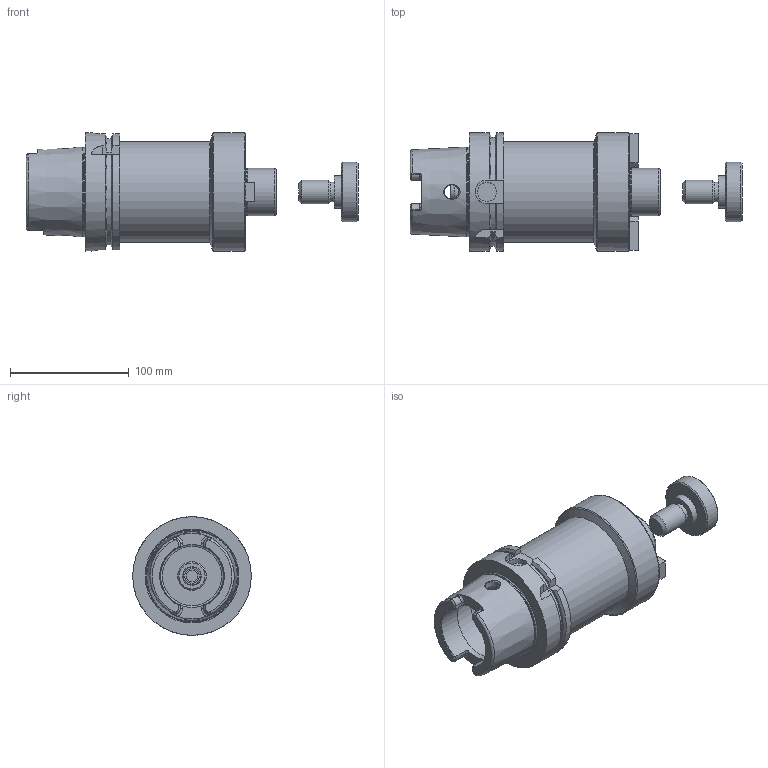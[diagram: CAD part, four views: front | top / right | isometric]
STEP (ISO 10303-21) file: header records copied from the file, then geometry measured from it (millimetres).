
FILE_DESCRIPTION((''),'2;1');
FILE_NAME('535017640135-3D.stp','2020-05-05T17:57:53',('nttooll'),(''),'Autodesk Inventor 2012','Autodesk Inventor 2012','');
FILE_SCHEMA(('AUTOMOTIVE_DESIGN { 1 0 10303 214 1 1 1 1 }'));
Length unit declared in the file: millimetre
Products named in the file (1): 535017640135-3D
Bounding box: 280 x 100 x 100 mm (x, y, z)
Volume: 958575.4 mm3; surface area: 108619.4 mm2
Topology: 2 solids, 2 shells, 194 faces, 480 edges, 304 vertices
Faces by surface type: plane 73, cylinder 59, cone 44, torus 18
Full cylindrical faces by diameter (mm): 4 x3, 5.3 x3, 10.003 x1, 12 x3, 15.3 x1, 16 x2, 16.8 x1, 17 x1, 18 x1, 19.63 x1, 20 x2, 24 x1, 27 x1, 39.6 x1, 40 x1, 50 x1, 53 x1, 53.8 x1, 63 x1, 75.3 x1, 85 x1, 99.6 x1, 100 x1
Entity records: 5945 total; most frequent: CARTESIAN_POINT 1674, DIRECTION 887, ORIENTED_EDGE 810, EDGE_CURVE 405, AXIS2_PLACEMENT_3D 372, VERTEX_POINT 287, EDGE_LOOP 278, FACE_OUTER_BOUND 194
